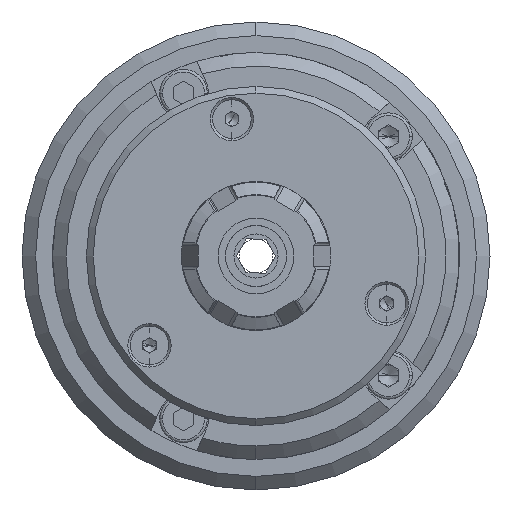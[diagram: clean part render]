
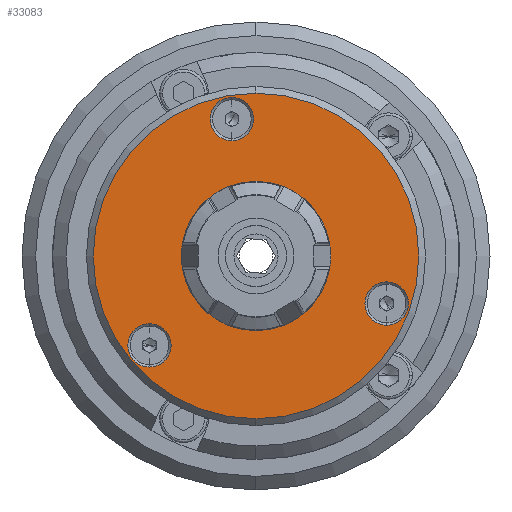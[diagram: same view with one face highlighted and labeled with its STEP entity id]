
A CAD part, left-side view. The second image highlights one B-rep face of the part: STEP entity #33083.
In plain terms, the highlighted planar face has unit normal (-1, 0, 0).
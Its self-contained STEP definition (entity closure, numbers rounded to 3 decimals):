
#183 = VERTEX_POINT ( 'NONE', #3302 ) ;
#1144 = CARTESIAN_POINT ( 'NONE',  ( -12.2, 3.56, 20.189 ) ) ;
#1443 = CIRCLE ( 'NONE', #16599, 3.2 ) ;
#1855 = CARTESIAN_POINT ( 'NONE',  ( -12.2, 3.56, 23.389 ) ) ;
#2164 = EDGE_CURVE ( 'NONE', #35790, #183, #25723, .T. ) ;
#2253 = DIRECTION ( 'NONE',  ( -1., 0., 0. ) ) ;
#3302 = CARTESIAN_POINT ( 'NONE',  ( -12.2, -19.264, -3.811 ) ) ;
#4639 = ORIENTED_EDGE ( 'NONE', *, *, #14567, .T. ) ;
#4734 = EDGE_CURVE ( 'NONE', #32510, #33091, #17977, .T. ) ;
#4820 = ORIENTED_EDGE ( 'NONE', *, *, #15243, .F. ) ;
#4917 = CARTESIAN_POINT ( 'NONE',  ( -12.2, 15.704, -16.377 ) ) ;
#5282 = ORIENTED_EDGE ( 'NONE', *, *, #16320, .F. ) ;
#6909 = ORIENTED_EDGE ( 'NONE', *, *, #14643, .F. ) ;
#7159 = EDGE_LOOP ( 'NONE', ( #20332, #4639 ) ) ;
#7827 = DIRECTION ( 'NONE',  ( 0., 0., 1. ) ) ;
#7871 = DIRECTION ( 'NONE',  ( -1., 0., 0. ) ) ;
#7909 = CARTESIAN_POINT ( 'NONE',  ( -12.2, -19.264, -7.011 ) ) ;
#8334 = CARTESIAN_POINT ( 'NONE',  ( -12.2, 0., -9.8 ) ) ;
#9043 = FACE_OUTER_BOUND ( 'NONE', #23804, .T. ) ;
#9633 = DIRECTION ( 'NONE',  ( 0., 0., 1. ) ) ;
#9690 = DIRECTION ( 'NONE',  ( -1., 0., 0. ) ) ;
#9700 = CARTESIAN_POINT ( 'NONE',  ( -12.2, 15.704, -13.177 ) ) ;
#10930 = CARTESIAN_POINT ( 'NONE',  ( -12.2, -19.264, -7.011 ) ) ;
#11419 = VERTEX_POINT ( 'NONE', #1855 ) ;
#12107 = ORIENTED_EDGE ( 'NONE', *, *, #4734, .T. ) ;
#12939 = CARTESIAN_POINT ( 'NONE',  ( -12.2, 0., 24. ) ) ;
#13278 = DIRECTION ( 'NONE',  ( 0., 0., 1. ) ) ;
#13332 = DIRECTION ( 'NONE',  ( -1., 0., 0. ) ) ;
#13340 = CARTESIAN_POINT ( 'NONE',  ( -12.2, 0., 0. ) ) ;
#13911 = VERTEX_POINT ( 'NONE', #23978 ) ;
#14567 = EDGE_CURVE ( 'NONE', #40030, #23553, #29916, .T. ) ;
#14643 = EDGE_CURVE ( 'NONE', #11419, #29135, #29583, .T. ) ;
#14981 = EDGE_CURVE ( 'NONE', #23553, #40030, #28029, .T. ) ;
#15243 = EDGE_CURVE ( 'NONE', #13911, #23915, #27059, .T. ) ;
#15543 = ORIENTED_EDGE ( 'NONE', *, *, #17657, .T. ) ;
#16026 = CARTESIAN_POINT ( 'NONE',  ( -12.2, 3.56, 16.989 ) ) ;
#16320 = EDGE_CURVE ( 'NONE', #183, #35790, #23305, .T. ) ;
#16378 = DIRECTION ( 'NONE',  ( 0., 0., -1. ) ) ;
#16524 = DIRECTION ( 'NONE',  ( 1., 0., 0. ) ) ;
#16599 = AXIS2_PLACEMENT_3D ( 'NONE', #9700, #9690, #9633 ) ;
#16811 = CARTESIAN_POINT ( 'NONE',  ( -12.2, 0., 0. ) ) ;
#17166 = DIRECTION ( 'NONE',  ( 0., 0., 1. ) ) ;
#17297 = DIRECTION ( 'NONE',  ( -1., 0., 0. ) ) ;
#17437 = CARTESIAN_POINT ( 'NONE',  ( -12.2, 15.704, -13.177 ) ) ;
#17593 = EDGE_CURVE ( 'NONE', #29135, #11419, #18945, .T. ) ;
#17657 = EDGE_CURVE ( 'NONE', #33091, #32510, #19253, .T. ) ;
#17895 = ORIENTED_EDGE ( 'NONE', *, *, #2164, .F. ) ;
#17977 = CIRCLE ( 'NONE', #21390, 24. ) ;
#18113 = FACE_BOUND ( 'NONE', #37062, .T. ) ;
#18148 = FACE_BOUND ( 'NONE', #7159, .T. ) ;
#18191 = FACE_BOUND ( 'NONE', #36651, .T. ) ;
#18484 = FACE_BOUND ( 'NONE', #20913, .T. ) ;
#18945 = CIRCLE ( 'NONE', #21206, 3.2 ) ;
#19253 = CIRCLE ( 'NONE', #21136, 24. ) ;
#20332 = ORIENTED_EDGE ( 'NONE', *, *, #14981, .T. ) ;
#20913 = EDGE_LOOP ( 'NONE', ( #5282, #17895 ) ) ;
#21136 = AXIS2_PLACEMENT_3D ( 'NONE', #31937, #31380, #30964 ) ;
#21206 = AXIS2_PLACEMENT_3D ( 'NONE', #42402, #42076, #41389 ) ;
#21390 = AXIS2_PLACEMENT_3D ( 'NONE', #13340, #13332, #13278 ) ;
#21867 = AXIS2_PLACEMENT_3D ( 'NONE', #10930, #2253, #23334 ) ;
#22761 = AXIS2_PLACEMENT_3D ( 'NONE', #17437, #17297, #17166 ) ;
#23105 = AXIS2_PLACEMENT_3D ( 'NONE', #16811, #16524, #16378 ) ;
#23305 = CIRCLE ( 'NONE', #21867, 3.2 ) ;
#23334 = DIRECTION ( 'NONE',  ( 0., 0., 1. ) ) ;
#23357 = AXIS2_PLACEMENT_3D ( 'NONE', #1144, #45323, #45177 ) ;
#23472 = AXIS2_PLACEMENT_3D ( 'NONE', #26255, #25801, #25655 ) ;
#23553 = VERTEX_POINT ( 'NONE', #8334 ) ;
#23804 = EDGE_LOOP ( 'NONE', ( #15543, #12107 ) ) ;
#23915 = VERTEX_POINT ( 'NONE', #4917 ) ;
#23978 = CARTESIAN_POINT ( 'NONE',  ( -12.2, 15.704, -9.977 ) ) ;
#24719 = AXIS2_PLACEMENT_3D ( 'NONE', #7909, #7871, #7827 ) ;
#25655 = DIRECTION ( 'NONE',  ( 0., 0., -1. ) ) ;
#25723 = CIRCLE ( 'NONE', #24719, 3.2 ) ;
#25801 = DIRECTION ( 'NONE',  ( 1., 0., 0. ) ) ;
#26255 = CARTESIAN_POINT ( 'NONE',  ( -12.2, 0., 0. ) ) ;
#26777 = EDGE_CURVE ( 'NONE', #23915, #13911, #1443, .T. ) ;
#27059 = CIRCLE ( 'NONE', #22761, 3.2 ) ;
#28029 = CIRCLE ( 'NONE', #23105, 9.8 ) ;
#28815 = ORIENTED_EDGE ( 'NONE', *, *, #26777, .F. ) ;
#29135 = VERTEX_POINT ( 'NONE', #16026 ) ;
#29583 = CIRCLE ( 'NONE', #23357, 3.2 ) ;
#29916 = CIRCLE ( 'NONE', #23472, 9.8 ) ;
#30964 = DIRECTION ( 'NONE',  ( 0., 0., 1. ) ) ;
#31380 = DIRECTION ( 'NONE',  ( -1., 0., 0. ) ) ;
#31937 = CARTESIAN_POINT ( 'NONE',  ( -12.2, 0., 0. ) ) ;
#32510 = VERTEX_POINT ( 'NONE', #12939 ) ;
#33083 = ADVANCED_FACE ( 'NONE', ( #9043, #18113, #18484, #18191, #18148 ), #39140, .T. ) ;
#33091 = VERTEX_POINT ( 'NONE', #36673 ) ;
#33637 = CARTESIAN_POINT ( 'NONE',  ( -12.2, -19.264, -10.211 ) ) ;
#35790 = VERTEX_POINT ( 'NONE', #33637 ) ;
#36651 = EDGE_LOOP ( 'NONE', ( #4820, #28815 ) ) ;
#36673 = CARTESIAN_POINT ( 'NONE',  ( -12.2, 0., -24. ) ) ;
#37062 = EDGE_LOOP ( 'NONE', ( #6909, #43285 ) ) ;
#37730 = DIRECTION ( 'NONE',  ( 0., 0., 1. ) ) ;
#38616 = CARTESIAN_POINT ( 'NONE',  ( -12.2, 25., 0. ) ) ;
#39140 = PLANE ( 'NONE',  #44193 ) ;
#39196 = DIRECTION ( 'NONE',  ( -1., 0., 0. ) ) ;
#40030 = VERTEX_POINT ( 'NONE', #40155 ) ;
#40155 = CARTESIAN_POINT ( 'NONE',  ( -12.2, 0., 9.8 ) ) ;
#41389 = DIRECTION ( 'NONE',  ( 0., 0., 1. ) ) ;
#42076 = DIRECTION ( 'NONE',  ( -1., 0., 0. ) ) ;
#42402 = CARTESIAN_POINT ( 'NONE',  ( -12.2, 3.56, 20.189 ) ) ;
#43285 = ORIENTED_EDGE ( 'NONE', *, *, #17593, .F. ) ;
#44193 = AXIS2_PLACEMENT_3D ( 'NONE', #38616, #39196, #37730 ) ;
#45177 = DIRECTION ( 'NONE',  ( 0., 0., 1. ) ) ;
#45323 = DIRECTION ( 'NONE',  ( -1., 0., 0. ) ) ;
